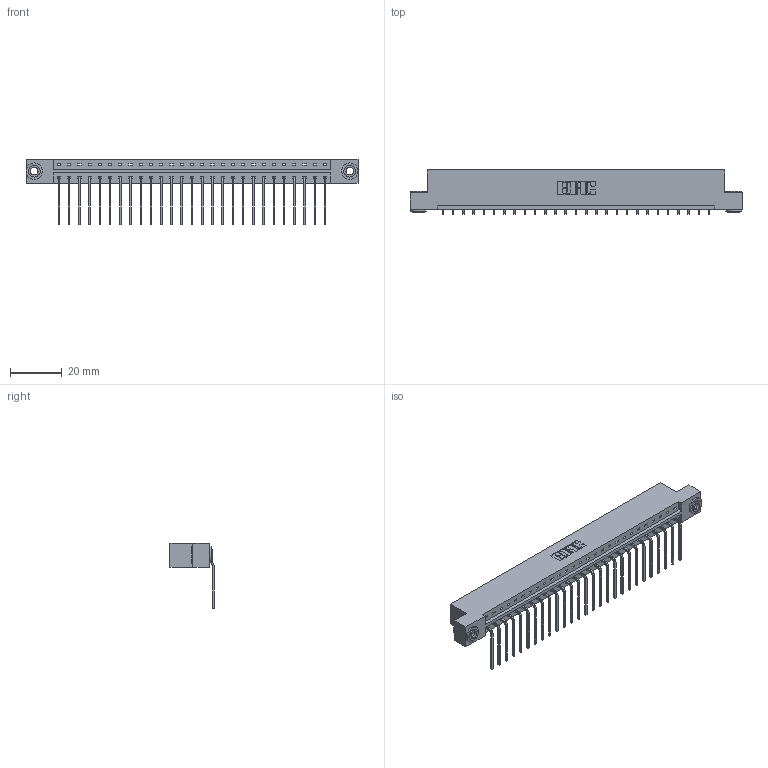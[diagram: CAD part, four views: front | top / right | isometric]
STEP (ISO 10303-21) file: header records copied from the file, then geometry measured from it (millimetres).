
FILE_DESCRIPTION (( 'STEP AP203' ), '1' );
FILE_NAME ('333-027-559-103.STEP', '2018-08-02T14:16:48', ( '' ), ( '' ), 'SwSTEP 2.0', 'SolidWorks 2016', '' );
FILE_SCHEMA (( 'CONFIG_CONTROL_DESIGN' ));
Length unit declared in the file: inch
Products named in the file (4): 333 Part_Flush - .156 Dia - TH; 345-292-001_558 559 Tail - 1; 345-250-002_345-250-002-102; 333-027-559-103
Assembly tree (30 placements, depth 2):
  333-027-559-103
    333 Part_Flush - .156 Dia - TH
    345-292-001_558 559 Tail - 1  x27
    345-250-002_345-250-002-102  x2
Bounding box: 128.52 x 17.09 x 25.53 mm (x, y, z)
Volume: 12913.5 mm3; surface area: 14653.2 mm2
Topology: 30 solids, 30 shells, 1772 faces, 5301 edges, 3494 vertices
Faces by surface type: plane 1268, cylinder 496, cone 8
Entity records: 19180 total; most frequent: CARTESIAN_POINT 3290, ORIENTED_EDGE 3246, DIRECTION 2839, EDGE_CURVE 1623, VECTOR 1471, LINE 1471, VERTEX_POINT 1078, AXIS2_PLACEMENT_3D 684
